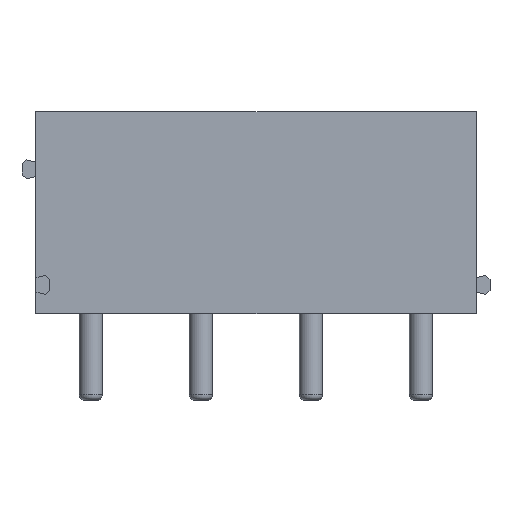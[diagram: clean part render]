
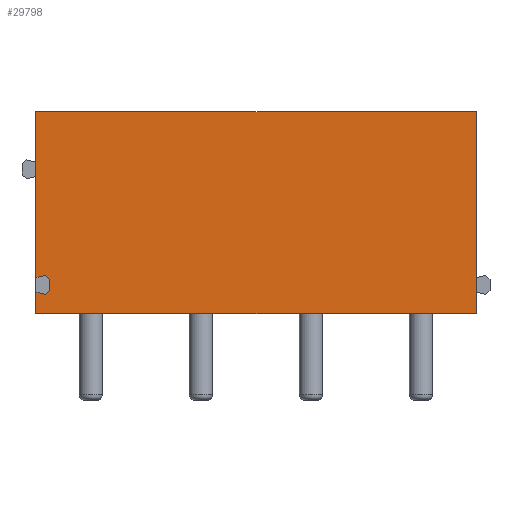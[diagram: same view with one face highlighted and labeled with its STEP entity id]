
A CAD part, front view. The second image highlights one B-rep face of the part: STEP entity #29798.
In plain terms, the highlighted planar face has unit normal (0, -1, 0).
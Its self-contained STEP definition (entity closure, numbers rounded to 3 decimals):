
#7 = CARTESIAN_POINT ( 'NONE',  ( 15.24, -4.2, 3.5 ) ) ;
#802 = EDGE_CURVE ( 'NONE', #25797, #19848, #30318, .T. ) ;
#1713 = VERTEX_POINT ( 'NONE', #35759 ) ;
#1753 = CARTESIAN_POINT ( 'NONE',  ( 0.48, -4.2, -2.3 ) ) ;
#2918 = ORIENTED_EDGE ( 'NONE', *, *, #802, .F. ) ;
#3981 = EDGE_CURVE ( 'NONE', #31920, #25797, #35329, .T. ) ;
#4532 = AXIS2_PLACEMENT_3D ( 'NONE', #9510, #12440, #32856 ) ;
#4792 = LINE ( 'NONE', #7, #32223 ) ;
#6704 = LINE ( 'NONE', #26459, #13600 ) ;
#6931 = DIRECTION ( 'NONE',  ( -0.973, 0., -0.229 ) ) ;
#7046 = ORIENTED_EDGE ( 'NONE', *, *, #15684, .T. ) ;
#7335 = VECTOR ( 'NONE', #28887, 1000. ) ;
#7544 = DIRECTION ( 'NONE',  ( 0., 0., -1. ) ) ;
#7571 = VERTEX_POINT ( 'NONE', #33364 ) ;
#7733 = DIRECTION ( 'NONE',  ( 0.973, 0., -0.229 ) ) ;
#8427 = LINE ( 'NONE', #21559, #16219 ) ;
#8700 = FACE_OUTER_BOUND ( 'NONE', #24186, .T. ) ;
#9201 = LINE ( 'NONE', #16455, #30679 ) ;
#9510 = CARTESIAN_POINT ( 'NONE',  ( 15.24, -4.2, 3.5 ) ) ;
#10275 = EDGE_CURVE ( 'NONE', #1713, #28598, #18120, .T. ) ;
#10289 = VECTOR ( 'NONE', #32736, 1000. ) ;
#11443 = VERTEX_POINT ( 'NONE', #19825 ) ;
#12108 = ORIENTED_EDGE ( 'NONE', *, *, #10275, .T. ) ;
#12440 = DIRECTION ( 'NONE',  ( 0., 1., 0. ) ) ;
#13292 = CARTESIAN_POINT ( 'NONE',  ( 0.48, -4.2, -2.7 ) ) ;
#13600 = VECTOR ( 'NONE', #7733, 1000. ) ;
#14291 = CARTESIAN_POINT ( 'NONE',  ( 0., -4.2, -2.25 ) ) ;
#14810 = VECTOR ( 'NONE', #35546, 1000. ) ;
#15465 = CARTESIAN_POINT ( 'NONE',  ( 0.48, -4.2, -2.3 ) ) ;
#15684 = EDGE_CURVE ( 'NONE', #11443, #29671, #21576, .T. ) ;
#16219 = VECTOR ( 'NONE', #6931, 1000. ) ;
#16455 = CARTESIAN_POINT ( 'NONE',  ( 15.24, -4.2, 3.5 ) ) ;
#16827 = EDGE_CURVE ( 'NONE', #25827, #11443, #4792, .T. ) ;
#17195 = CARTESIAN_POINT ( 'NONE',  ( 0.34, -4.2, -2.17 ) ) ;
#17581 = DIRECTION ( 'NONE',  ( -1., 0., 0. ) ) ;
#17650 = ORIENTED_EDGE ( 'NONE', *, *, #36548, .F. ) ;
#17792 = LINE ( 'NONE', #13292, #25603 ) ;
#18120 = LINE ( 'NONE', #21081, #10289 ) ;
#18977 = CARTESIAN_POINT ( 'NONE',  ( 0., -4.2, -3.5 ) ) ;
#19395 = DIRECTION ( 'NONE',  ( 0., 0., -1. ) ) ;
#19825 = CARTESIAN_POINT ( 'NONE',  ( 0., -4.2, 3.5 ) ) ;
#19848 = VERTEX_POINT ( 'NONE', #17195 ) ;
#21081 = CARTESIAN_POINT ( 'NONE',  ( 0., -4.2, 3.5 ) ) ;
#21346 = ORIENTED_EDGE ( 'NONE', *, *, #16827, .T. ) ;
#21545 = CARTESIAN_POINT ( 'NONE',  ( 0.34, -4.2, -2.83 ) ) ;
#21559 = CARTESIAN_POINT ( 'NONE',  ( 0., -4.2, -2.25 ) ) ;
#21576 = LINE ( 'NONE', #28046, #29330 ) ;
#22307 = VERTEX_POINT ( 'NONE', #21545 ) ;
#24186 = EDGE_LOOP ( 'NONE', ( #7046, #32198, #2918, #27230, #30858, #31750, #12108, #28631, #17650, #21346 ) ) ;
#24918 = EDGE_CURVE ( 'NONE', #19848, #29671, #8427, .T. ) ;
#25603 = VECTOR ( 'NONE', #33683, 1000. ) ;
#25797 = VERTEX_POINT ( 'NONE', #1753 ) ;
#25827 = VERTEX_POINT ( 'NONE', #28650 ) ;
#25975 = CARTESIAN_POINT ( 'NONE',  ( 15.24, -4.2, -3.5 ) ) ;
#26459 = CARTESIAN_POINT ( 'NONE',  ( 0., -4.2, -2.75 ) ) ;
#27066 = PLANE ( 'NONE',  #4532 ) ;
#27230 = ORIENTED_EDGE ( 'NONE', *, *, #3981, .F. ) ;
#28046 = CARTESIAN_POINT ( 'NONE',  ( 0., -4.2, 3.5 ) ) ;
#28598 = VERTEX_POINT ( 'NONE', #18977 ) ;
#28631 = ORIENTED_EDGE ( 'NONE', *, *, #37740, .F. ) ;
#28650 = CARTESIAN_POINT ( 'NONE',  ( 15.24, -4.2, 3.5 ) ) ;
#28887 = DIRECTION ( 'NONE',  ( -1., 0., 0. ) ) ;
#29330 = VECTOR ( 'NONE', #7544, 1000. ) ;
#29671 = VERTEX_POINT ( 'NONE', #14291 ) ;
#29798 = ADVANCED_FACE ( 'NONE', ( #8700 ), #27066, .F. ) ;
#30082 = CARTESIAN_POINT ( 'NONE',  ( 0.48, -4.2, -2.7 ) ) ;
#30318 = LINE ( 'NONE', #32509, #14810 ) ;
#30653 = LINE ( 'NONE', #25975, #7335 ) ;
#30679 = VECTOR ( 'NONE', #19395, 1000. ) ;
#30858 = ORIENTED_EDGE ( 'NONE', *, *, #30948, .F. ) ;
#30948 = EDGE_CURVE ( 'NONE', #22307, #31920, #17792, .T. ) ;
#31664 = EDGE_CURVE ( 'NONE', #1713, #22307, #6704, .T. ) ;
#31750 = ORIENTED_EDGE ( 'NONE', *, *, #31664, .F. ) ;
#31920 = VERTEX_POINT ( 'NONE', #30082 ) ;
#32198 = ORIENTED_EDGE ( 'NONE', *, *, #24918, .F. ) ;
#32223 = VECTOR ( 'NONE', #17581, 1000. ) ;
#32509 = CARTESIAN_POINT ( 'NONE',  ( 0.48, -4.2, -2.3 ) ) ;
#32736 = DIRECTION ( 'NONE',  ( 0., 0., -1. ) ) ;
#32856 = DIRECTION ( 'NONE',  ( 0., 0., 1. ) ) ;
#33364 = CARTESIAN_POINT ( 'NONE',  ( 15.24, -4.2, -3.5 ) ) ;
#33683 = DIRECTION ( 'NONE',  ( 0.733, 0., 0.68 ) ) ;
#34408 = VECTOR ( 'NONE', #35815, 1000. ) ;
#35329 = LINE ( 'NONE', #15465, #34408 ) ;
#35546 = DIRECTION ( 'NONE',  ( -0.733, 0., 0.68 ) ) ;
#35759 = CARTESIAN_POINT ( 'NONE',  ( 0., -4.2, -2.75 ) ) ;
#35815 = DIRECTION ( 'NONE',  ( 0., 0., 1. ) ) ;
#36548 = EDGE_CURVE ( 'NONE', #25827, #7571, #9201, .T. ) ;
#37740 = EDGE_CURVE ( 'NONE', #7571, #28598, #30653, .T. ) ;
